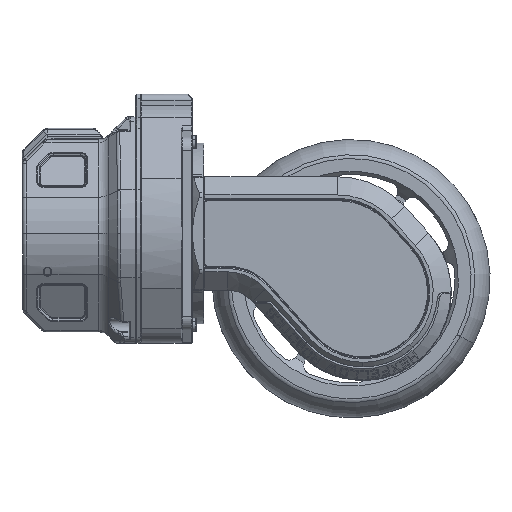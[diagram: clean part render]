
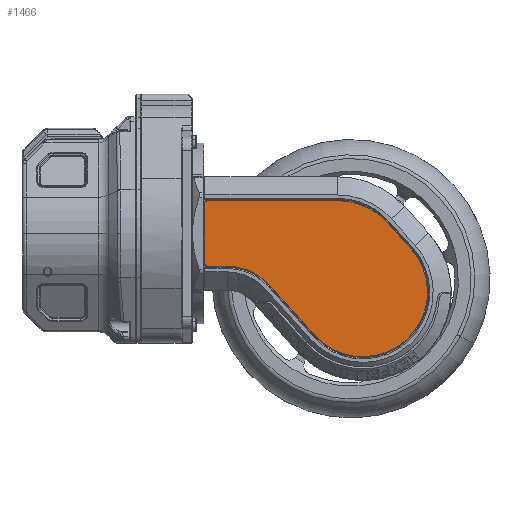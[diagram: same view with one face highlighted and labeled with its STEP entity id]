
A CAD part, left-side view. The second image highlights one B-rep face of the part: STEP entity #1466.
In plain terms, the highlighted planar face has unit normal (-1, 0, 0).
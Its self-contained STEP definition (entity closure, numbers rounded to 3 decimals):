
#815 = DIRECTION ( 'NONE',  ( 1., 0., 0. ) ) ;
#1023 = AXIS2_PLACEMENT_3D ( 'NONE', #6881, #82618, #61576 ) ;
#1130 = LINE ( 'NONE', #27597, #15645 ) ;
#1466 = ADVANCED_FACE ( 'NONE', ( #41715 ), #69063, .T. ) ;
#1756 = VECTOR ( 'NONE', #9754, 1000. ) ;
#2734 = ORIENTED_EDGE ( 'NONE', *, *, #28318, .T. ) ;
#3412 = CARTESIAN_POINT ( 'NONE',  ( -39.525, -85.758, 4.752 ) ) ;
#3473 = DIRECTION ( 'NONE',  ( 0., 1., 0. ) ) ;
#6212 = DIRECTION ( 'NONE',  ( 0., -1., 0. ) ) ;
#6487 = CARTESIAN_POINT ( 'NONE',  ( -39.525, -63.846, -15. ) ) ;
#6881 = CARTESIAN_POINT ( 'NONE',  ( -39.525, -6.7, 12.8 ) ) ;
#8564 = ORIENTED_EDGE ( 'NONE', *, *, #38391, .T. ) ;
#8767 = EDGE_CURVE ( 'NONE', #47248, #86484, #85031, .T. ) ;
#9754 = DIRECTION ( 'NONE',  ( 0., -0.67, -0.743 ) ) ;
#10423 = AXIS2_PLACEMENT_3D ( 'NONE', #6487, #29761, #36066 ) ;
#11049 = CIRCLE ( 'NONE', #1023, 1.7 ) ;
#12635 = CARTESIAN_POINT ( 'NONE',  ( -39.525, -6.7, -14.5 ) ) ;
#12754 = CIRCLE ( 'NONE', #34288, 28.5 ) ;
#12760 = AXIS2_PLACEMENT_3D ( 'NONE', #14783, #56017, #69498 ) ;
#14783 = CARTESIAN_POINT ( 'NONE',  ( -39.525, -63.846, -15. ) ) ;
#15114 = VECTOR ( 'NONE', #37205, 1000. ) ;
#15645 = VECTOR ( 'NONE', #68413, 1000. ) ;
#16489 = EDGE_CURVE ( 'NONE', #86484, #84662, #71262, .T. ) ;
#17451 = CARTESIAN_POINT ( 'NONE',  ( -39.525, -15.027, -14.5 ) ) ;
#19572 = CARTESIAN_POINT ( 'NONE',  ( -39.525, -15.027, -14.5 ) ) ;
#25183 = EDGE_LOOP ( 'NONE', ( #8564, #87984, #85020, #32619, #2734, #74002, #69566, #33216, #81958, #29744 ) ) ;
#26670 = EDGE_CURVE ( 'NONE', #72866, #82184, #1130, .T. ) ;
#27588 = VERTEX_POINT ( 'NONE', #83824 ) ;
#27597 = CARTESIAN_POINT ( 'NONE',  ( -39.525, -85.758, 4.752 ) ) ;
#28318 = EDGE_CURVE ( 'NONE', #84662, #47368, #61673, .T. ) ;
#28324 = CARTESIAN_POINT ( 'NONE',  ( -39.525, -33.967, -22.926 ) ) ;
#29513 = EDGE_CURVE ( 'NONE', #47368, #27588, #71187, .T. ) ;
#29744 = ORIENTED_EDGE ( 'NONE', *, *, #30786, .T. ) ;
#29761 = DIRECTION ( 'NONE',  ( -1., 0., 0. ) ) ;
#30786 = EDGE_CURVE ( 'NONE', #85792, #77459, #67795, .T. ) ;
#32619 = ORIENTED_EDGE ( 'NONE', *, *, #16489, .T. ) ;
#33216 = ORIENTED_EDGE ( 'NONE', *, *, #26670, .T. ) ;
#34034 = DIRECTION ( 'NONE',  ( 0., -1., 0. ) ) ;
#34288 = AXIS2_PLACEMENT_3D ( 'NONE', #40110, #80028, #79158 ) ;
#34332 = CARTESIAN_POINT ( 'NONE',  ( -39.525, -5., 12.8 ) ) ;
#35802 = DIRECTION ( 'NONE',  ( -1., 0., 0. ) ) ;
#36066 = DIRECTION ( 'NONE',  ( 0., -1., 0. ) ) ;
#36680 = CARTESIAN_POINT ( 'NONE',  ( -39.525, -53.888, -45.025 ) ) ;
#37205 = DIRECTION ( 'NONE',  ( 0., -1., 0. ) ) ;
#37647 = CIRCLE ( 'NONE', #10423, 29.5 ) ;
#38391 = EDGE_CURVE ( 'NONE', #77459, #49169, #11049, .T. ) ;
#40110 = CARTESIAN_POINT ( 'NONE',  ( -39.525, -75.057, -25.942 ) ) ;
#41715 = FACE_OUTER_BOUND ( 'NONE', #25183, .T. ) ;
#45465 = EDGE_CURVE ( 'NONE', #27588, #72866, #12754, .T. ) ;
#46396 = AXIS2_PLACEMENT_3D ( 'NONE', #62255, #35802, #34034 ) ;
#47248 = VERTEX_POINT ( 'NONE', #79941 ) ;
#47368 = VERTEX_POINT ( 'NONE', #28324 ) ;
#49169 = VERTEX_POINT ( 'NONE', #34332 ) ;
#50124 = CARTESIAN_POINT ( 'NONE',  ( -39.525, -6.7, 14.5 ) ) ;
#50554 = VECTOR ( 'NONE', #3473, 1000. ) ;
#55038 = CARTESIAN_POINT ( 'NONE',  ( -39.525, -15.027, -40. ) ) ;
#56017 = DIRECTION ( 'NONE',  ( -1., 0., 0. ) ) ;
#61576 = DIRECTION ( 'NONE',  ( 0., -1., 0. ) ) ;
#61673 = CIRCLE ( 'NONE', #76028, 25.5 ) ;
#62255 = CARTESIAN_POINT ( 'NONE',  ( -39.525, -6.7, -12.8 ) ) ;
#67795 = LINE ( 'NONE', #70324, #50554 ) ;
#68413 = DIRECTION ( 'NONE',  ( 0., 0.67, 0.743 ) ) ;
#69063 = PLANE ( 'NONE',  #12760 ) ;
#69195 = DIRECTION ( 'NONE',  ( 0., 0., -1. ) ) ;
#69498 = DIRECTION ( 'NONE',  ( 0., -1., 0. ) ) ;
#69566 = ORIENTED_EDGE ( 'NONE', *, *, #45465, .T. ) ;
#70324 = CARTESIAN_POINT ( 'NONE',  ( -39.525, -6.7, 14.5 ) ) ;
#71187 = LINE ( 'NONE', #36680, #1756 ) ;
#71262 = LINE ( 'NONE', #17451, #15114 ) ;
#71338 = EDGE_CURVE ( 'NONE', #49169, #47248, #82624, .T. ) ;
#72866 = VERTEX_POINT ( 'NONE', #78917 ) ;
#74002 = ORIENTED_EDGE ( 'NONE', *, *, #29513, .T. ) ;
#76028 = AXIS2_PLACEMENT_3D ( 'NONE', #55038, #815, #6212 ) ;
#77459 = VERTEX_POINT ( 'NONE', #50124 ) ;
#78013 = EDGE_CURVE ( 'NONE', #82184, #85792, #37647, .T. ) ;
#78917 = CARTESIAN_POINT ( 'NONE',  ( -39.525, -96.225, -6.859 ) ) ;
#79158 = DIRECTION ( 'NONE',  ( 0., -1., 0. ) ) ;
#79941 = CARTESIAN_POINT ( 'NONE',  ( -39.525, -5., -12.8 ) ) ;
#80028 = DIRECTION ( 'NONE',  ( -1., 0., 0. ) ) ;
#81958 = ORIENTED_EDGE ( 'NONE', *, *, #78013, .T. ) ;
#82184 = VERTEX_POINT ( 'NONE', #3412 ) ;
#82618 = DIRECTION ( 'NONE',  ( -1., 0., 0. ) ) ;
#82624 = LINE ( 'NONE', #83074, #88545 ) ;
#83074 = CARTESIAN_POINT ( 'NONE',  ( -39.525, -5., -15. ) ) ;
#83644 = CARTESIAN_POINT ( 'NONE',  ( -39.525, -63.846, 14.5 ) ) ;
#83824 = CARTESIAN_POINT ( 'NONE',  ( -39.525, -53.888, -45.025 ) ) ;
#84662 = VERTEX_POINT ( 'NONE', #19572 ) ;
#85020 = ORIENTED_EDGE ( 'NONE', *, *, #8767, .T. ) ;
#85031 = CIRCLE ( 'NONE', #46396, 1.7 ) ;
#85792 = VERTEX_POINT ( 'NONE', #83644 ) ;
#86484 = VERTEX_POINT ( 'NONE', #12635 ) ;
#87984 = ORIENTED_EDGE ( 'NONE', *, *, #71338, .T. ) ;
#88545 = VECTOR ( 'NONE', #69195, 1000. ) ;
